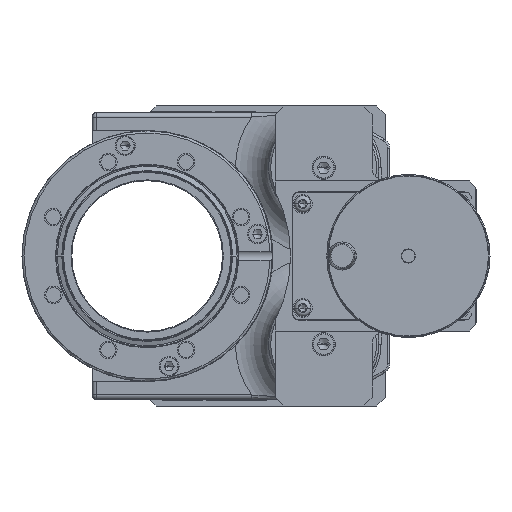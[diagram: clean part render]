
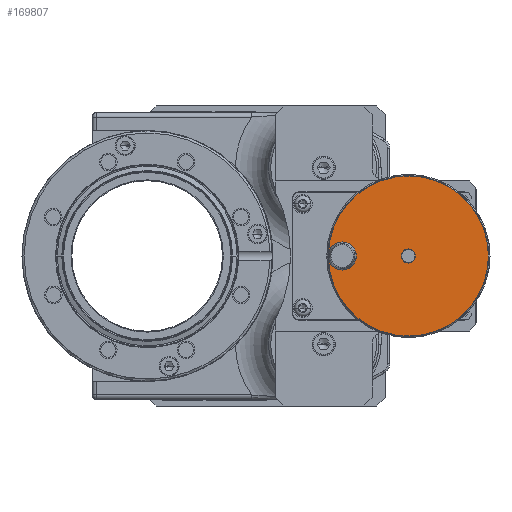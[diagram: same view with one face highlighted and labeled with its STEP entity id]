
A CAD part, front view. The second image highlights one B-rep face of the part: STEP entity #169807.
In plain terms, the highlighted planar face has unit normal (0, -1, 0).
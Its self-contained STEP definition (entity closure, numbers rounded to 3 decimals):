
#48048=CARTESIAN_POINT('',(118.4,-228.687,0.));
#48049=DIRECTION('',(0.,-1.,0.));
#48050=DIRECTION('',(1.,0.,0.));
#48051=AXIS2_PLACEMENT_3D('',#48048,#48049,#48050);
#48053=CARTESIAN_POINT('',(118.4,-228.687,0.));
#48054=DIRECTION('',(0.,-1.,0.));
#48055=DIRECTION('',(1.,0.,0.));
#48056=AXIS2_PLACEMENT_3D('',#48053,#48054,#48055);
#48058=CARTESIAN_POINT('',(118.4,-228.687,0.));
#48059=DIRECTION('',(0.,-1.,0.));
#48060=DIRECTION('',(-1.,0.,0.));
#48061=AXIS2_PLACEMENT_3D('',#48058,#48059,#48060);
#48063=CARTESIAN_POINT('',(88.4,-228.687,0.));
#48064=DIRECTION('',(0.,1.,0.));
#48065=DIRECTION('',(-0.99,0.,0.138));
#48066=AXIS2_PLACEMENT_3D('',#48063,#48064,#48065);
#48068=CARTESIAN_POINT('',(118.4,-228.687,0.));
#48069=DIRECTION('',(0.,1.,0.));
#48070=DIRECTION('',(1.,0.,0.));
#48071=AXIS2_PLACEMENT_3D('',#48068,#48069,#48070);
#48073=CARTESIAN_POINT('',(88.4,-228.687,0.));
#48074=DIRECTION('',(0.,1.,0.));
#48075=DIRECTION('',(1.,0.,0.));
#48076=AXIS2_PLACEMENT_3D('',#48073,#48074,#48075);
#79359=CARTESIAN_POINT('',(154.7,-228.687,
0.));
#79360=VERTEX_POINT('',#79359);
#79361=CARTESIAN_POINT('',(121.575,-228.687,0.));
#79362=CARTESIAN_POINT('',(115.225,-228.687,0.));
#79363=VERTEX_POINT('',#79361);
#79364=VERTEX_POINT('',#79362);
#79917=CARTESIAN_POINT('',(82.111,-228.687,0.875));
#79919=VERTEX_POINT('',#79917);
#79920=CARTESIAN_POINT('',(82.111,-228.687,-0.875));
#79921=VERTEX_POINT('',#79920);
#79922=CARTESIAN_POINT('',(94.75,-228.687,0.));
#79923=VERTEX_POINT('',#79922);
#169788=CARTESIAN_POINT('',(118.4,-228.687,0.));
#169789=DIRECTION('',(0.,1.,0.));
#169790=DIRECTION('',(-1.,0.,0.));
#169791=AXIS2_PLACEMENT_3D('',#169788,#169789,#169790);
#169792=PLANE('',#169791);
#169794=ORIENTED_EDGE('',*,*,#169793,.F.);
#169795=ORIENTED_EDGE('',*,*,#169783,.F.);
#169796=ORIENTED_EDGE('',*,*,#169749,.T.);
#169798=ORIENTED_EDGE('',*,*,#169797,.F.);
#169799=EDGE_LOOP('',(#169794,#169795,#169796,#169798));
#169800=FACE_OUTER_BOUND('',#169799,.F.);
#169802=ORIENTED_EDGE('',*,*,#169801,.T.);
#169804=ORIENTED_EDGE('',*,*,#169803,.T.);
#169805=EDGE_LOOP('',(#169802,#169804));
#169806=FACE_BOUND('',#169805,.F.);
#48052=CIRCLE('',#48051,36.3);
#48057=CIRCLE('',#48056,3.175);
#48062=CIRCLE('',#48061,3.175);
#48067=CIRCLE('',#48066,6.35);
#48072=CIRCLE('',#48071,36.3);
#48077=CIRCLE('',#48076,6.35);
#169749=EDGE_CURVE('',#79360,#79921,#48072,.T.);
#169783=EDGE_CURVE('',#79360,#79919,#48052,.T.);
#169793=EDGE_CURVE('',#79919,#79923,#48067,.T.);
#169797=EDGE_CURVE('',#79923,#79921,#48077,.T.);
#169801=EDGE_CURVE('',#79363,#79364,#48057,.T.);
#169803=EDGE_CURVE('',#79364,#79363,#48062,.T.);
#169807=ADVANCED_FACE('',(#169800,#169806),#169792,.F.);
